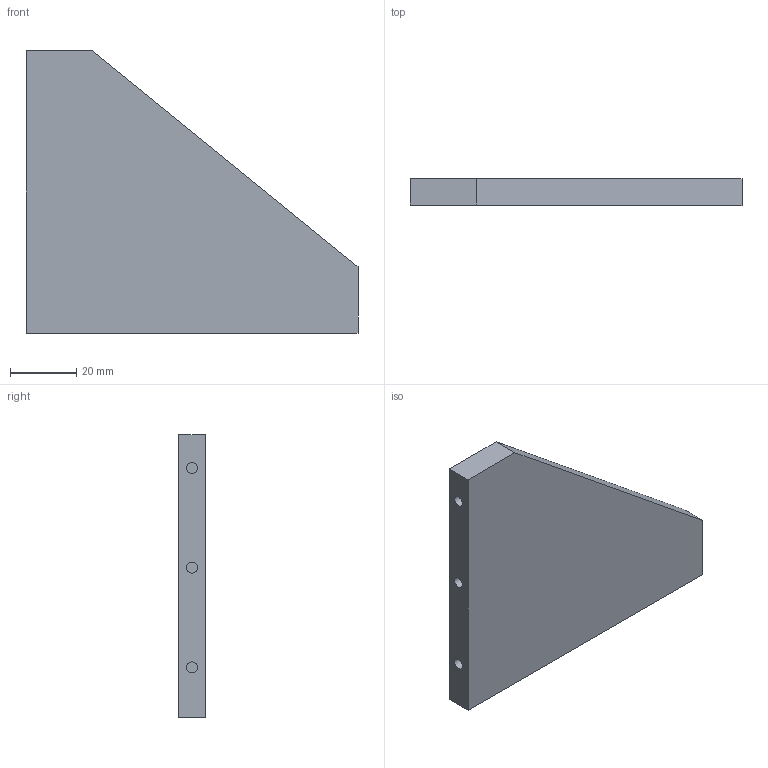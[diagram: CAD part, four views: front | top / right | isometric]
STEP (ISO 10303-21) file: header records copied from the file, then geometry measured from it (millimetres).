
FILE_DESCRIPTION(('FreeCAD Model'),'2;1');
FILE_NAME('Angulo_Fijacion.step','2020-01-28T16:11:23',('Author'),('' ),'Open CASCADE STEP processor 7.2','FreeCAD','Unknown');
FILE_SCHEMA(('AUTOMOTIVE_DESIGN { 1 0 10303 214 1 1 1 1 }'));
Length unit declared in the file: millimetre
Products named in the file (1): Pocket001
Bounding box: 100 x 8 x 85 mm (x, y, z)
Volume: 46430.2 mm3; surface area: 15357.7 mm2
Topology: 1 solids, 1 shells, 19 faces, 33 edges, 22 vertices
Faces by surface type: plane 13, cylinder 6
Full cylindrical faces by diameter (mm): 3.3 x6
Entity records: 927 total; most frequent: CARTESIAN_POINT 177, DIRECTION 145, LINE 75, VECTOR 75, ORIENTED_EDGE 66, PCURVE 66, DEFINITIONAL_REPRESENTATION 66, EDGE_CURVE 33
